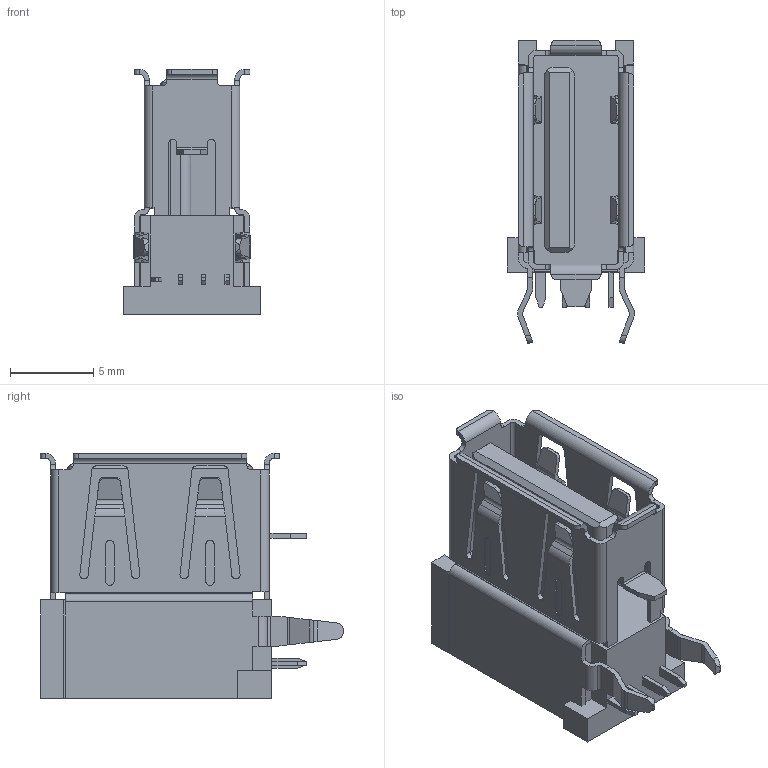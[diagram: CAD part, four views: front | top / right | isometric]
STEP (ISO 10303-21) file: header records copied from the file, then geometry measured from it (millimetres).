
FILE_DESCRIPTION (( 'STEP AP214' ), '1' );
FILE_NAME ('GSB191111K1H9HR.STEP', '2022-11-09T08:41:58', ( '' ), ( '' ), 'SwSTEP 2.0', 'SolidWorks 2021', '' );
FILE_SCHEMA (( 'AUTOMOTIVE_DESIGN' ));
Length unit declared in the file: millimetre
Products named in the file (2): GSB191111K1H9HR
Assembly tree (1 placements, depth 2):
  GSB191111K1H9HR
    GSB191111K1H9HR
Bounding box: 8.22 x 18.16 x 14.7 mm (x, y, z)
Volume: 789.3 mm3; surface area: 1663.3 mm2
Topology: 6 solids, 6 shells, 385 faces, 1032 edges, 662 vertices
Faces by surface type: plane 239, cylinder 130, bspline 16
Entity records: 12141 total; most frequent: CARTESIAN_POINT 2531, ORIENTED_EDGE 2064, DIRECTION 1870, EDGE_CURVE 1032, VECTOR 732, LINE 732, VERTEX_POINT 662, AXIS2_PLACEMENT_3D 569
